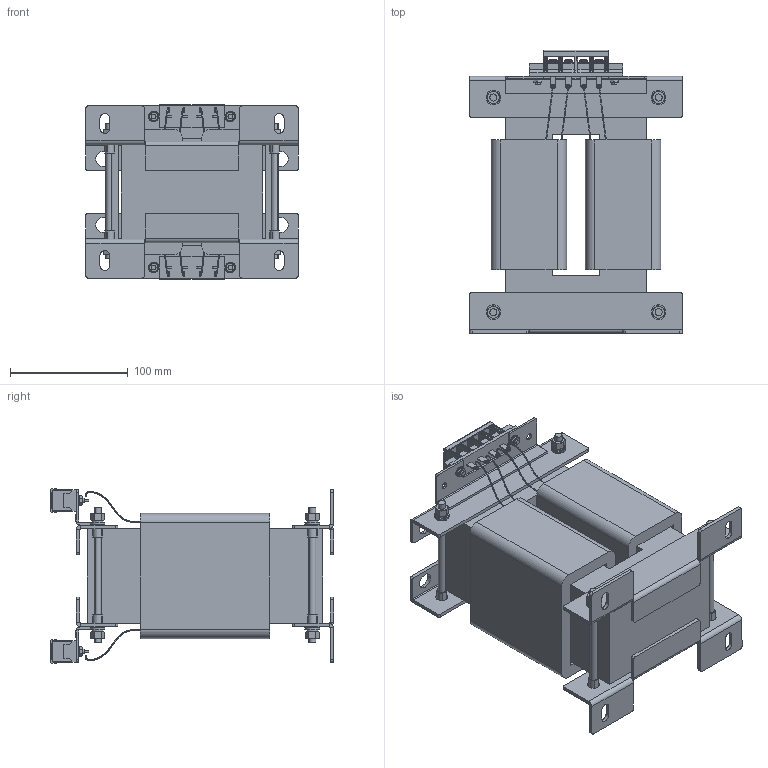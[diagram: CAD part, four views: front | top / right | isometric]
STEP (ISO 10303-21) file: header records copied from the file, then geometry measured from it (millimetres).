
FILE_DESCRIPTION (( 'STEP AP214' ), '1' );
FILE_NAME ('9311 STEP.STEP', '2025-04-11T10:10:50', ( '' ), ( '' ), 'SwSTEP 2.0', 'SolidWorks 2022', '' );
FILE_SCHEMA (( 'AUTOMOTIVE_DESIGN' ));
Length unit declared in the file: millimetre
Products named in the file (1): 9311 STEP
Bounding box: 180 x 240 x 147.99 mm (x, y, z)
Volume: 2395781.5 mm3; surface area: 411572.6 mm2
Topology: 69 solids, 69 shells, 2474 faces, 5996 edges, 3676 vertices
Faces by surface type: plane 1402, cylinder 572, cone 200, bspline 156, torus 144
Entity records: 109238 total; most frequent: CARTESIAN_POINT 25193, ORIENTED_EDGE 11928, DIRECTION 10890, EDGE_CURVE 5964, AXIS2_PLACEMENT_3D 3703, VERTEX_POINT 3676, VECTOR 3484, LINE 3484
